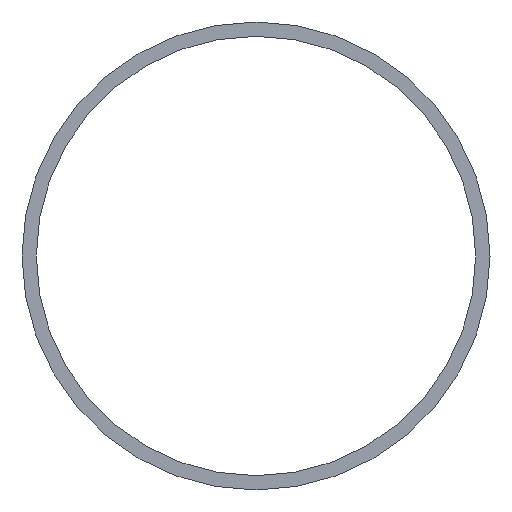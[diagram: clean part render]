
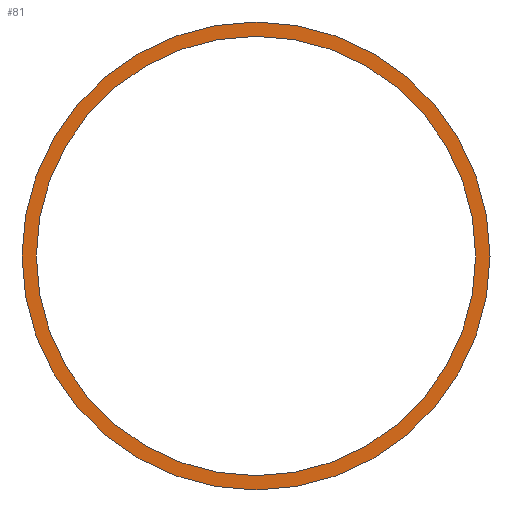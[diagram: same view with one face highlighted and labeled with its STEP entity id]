
A CAD part, left-side view. The second image highlights one B-rep face of the part: STEP entity #81.
In plain terms, the highlighted planar face has unit normal (-1, 0, 0).
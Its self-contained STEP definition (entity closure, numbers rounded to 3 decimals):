
#61 = VERTEX_POINT( '', #132 );
#67 = EDGE_CURVE( '', #79, #91, #138, .T. );
#71 = EDGE_CURVE( '', #61, #83, #144, .T. );
#77 = EDGE_CURVE( '', #83, #61, #151, .T. );
#79 = VERTEX_POINT( '', #153 );
#81 = ADVANCED_FACE( '', ( #155, #156 ), #157, .F. );
#83 = VERTEX_POINT( '', #159 );
#85 = EDGE_CURVE( '', #91, #79, #161, .T. );
#91 = VERTEX_POINT( '', #168 );
#132 = CARTESIAN_POINT( '', ( 0., 0., 90. ) );
#138 = CIRCLE( '', #212, 84.5 );
#144 = CIRCLE( '', #219, 90. );
#151 = CIRCLE( '', #227, 90. );
#153 = CARTESIAN_POINT( '', ( 0., 0., -84.5 ) );
#155 = FACE_OUTER_BOUND( '', #231, .T. );
#156 = FACE_BOUND( '', #232, .T. );
#157 = PLANE( '', #233 );
#159 = CARTESIAN_POINT( '', ( 0., 0., -90. ) );
#161 = CIRCLE( '', #238, 84.5 );
#168 = CARTESIAN_POINT( '', ( 0., 0., 84.5 ) );
#212 = AXIS2_PLACEMENT_3D( '', #283, #284, #285 );
#219 = AXIS2_PLACEMENT_3D( '', #294, #295, #296 );
#227 = AXIS2_PLACEMENT_3D( '', #305, #306, #307 );
#231 = EDGE_LOOP( '', ( #309, #310 ) );
#232 = EDGE_LOOP( '', ( #311, #312 ) );
#233 = AXIS2_PLACEMENT_3D( '', #313, #314, #315 );
#238 = AXIS2_PLACEMENT_3D( '', #316, #317, #318 );
#283 = CARTESIAN_POINT( '', ( 0., 0., 0. ) );
#284 = DIRECTION( '', ( 1., 0., 0. ) );
#285 = DIRECTION( '', ( 0., 0., -1. ) );
#294 = CARTESIAN_POINT( '', ( 0., 0., 0. ) );
#295 = DIRECTION( '', ( 1., 0., 0. ) );
#296 = DIRECTION( '', ( 0., 0., -1. ) );
#305 = CARTESIAN_POINT( '', ( 0., 0., 0. ) );
#306 = DIRECTION( '', ( 1., 0., 0. ) );
#307 = DIRECTION( '', ( 0., 0., -1. ) );
#309 = ORIENTED_EDGE( '', *, *, #77, .F. );
#310 = ORIENTED_EDGE( '', *, *, #71, .F. );
#311 = ORIENTED_EDGE( '', *, *, #67, .T. );
#312 = ORIENTED_EDGE( '', *, *, #85, .T. );
#313 = CARTESIAN_POINT( '', ( 0., 0., 0. ) );
#314 = DIRECTION( '', ( 1., 0., 0. ) );
#315 = DIRECTION( '', ( 0., 0., -1. ) );
#316 = CARTESIAN_POINT( '', ( 0., 0., 0. ) );
#317 = DIRECTION( '', ( 1., 0., 0. ) );
#318 = DIRECTION( '', ( 0., 0., -1. ) );
